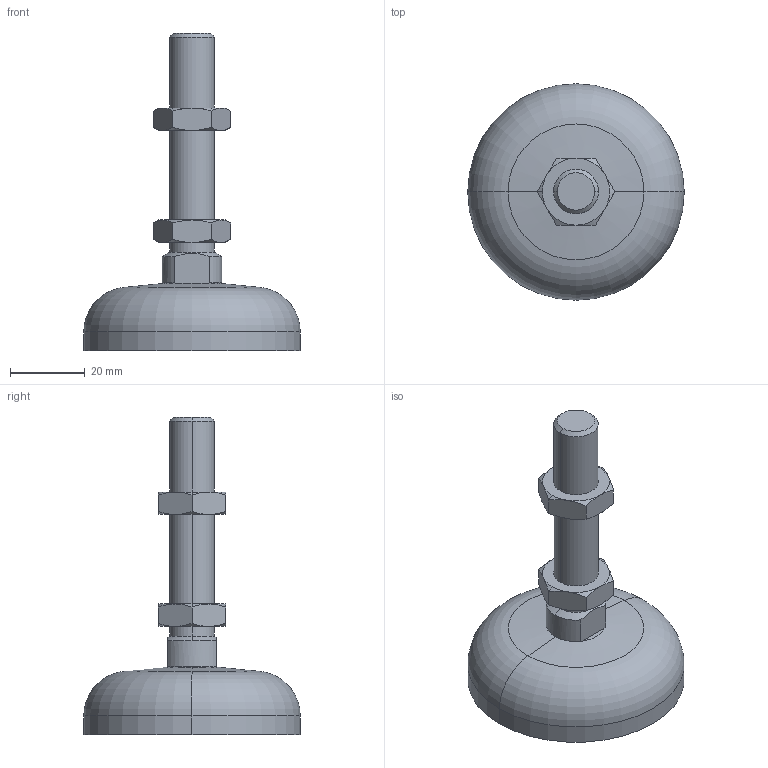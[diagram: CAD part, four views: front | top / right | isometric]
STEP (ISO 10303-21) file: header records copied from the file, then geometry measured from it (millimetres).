
FILE_DESCRIPTION (( 'STEP AP203' ), '1' );
FILE_NAME ('3_842_511_893_Bosch.step', '2024-06-10T08:21:28', ( '' ), ( '' ), 'SwSTEP 2.0', 'SolidWorks 2014', '' );
FILE_SCHEMA (( 'CONFIG_CONTROL_DESIGN' ));
Length unit declared in the file: millimetre
Products named in the file (1): 3_842_511_893_Bosch
Bounding box: 58 x 58 x 85 mm (x, y, z)
Volume: 29873.1 mm3; surface area: 12519.7 mm2
Topology: 1 solids, 2 shells, 89 faces, 195 edges, 112 vertices
Faces by surface type: cone 38, plane 23, cylinder 19, sphere 5, torus 4
Entity records: 2676 total; most frequent: CARTESIAN_POINT 718, DIRECTION 403, ORIENTED_EDGE 380, EDGE_CURVE 190, AXIS2_PLACEMENT_3D 177, VERTEX_POINT 112, EDGE_LOOP 98, FACE_OUTER_BOUND 89
